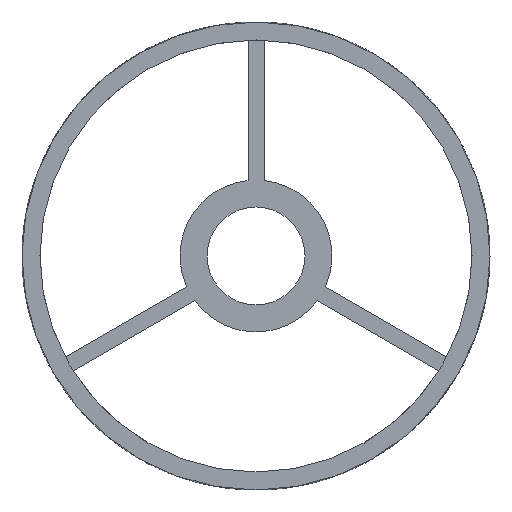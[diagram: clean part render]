
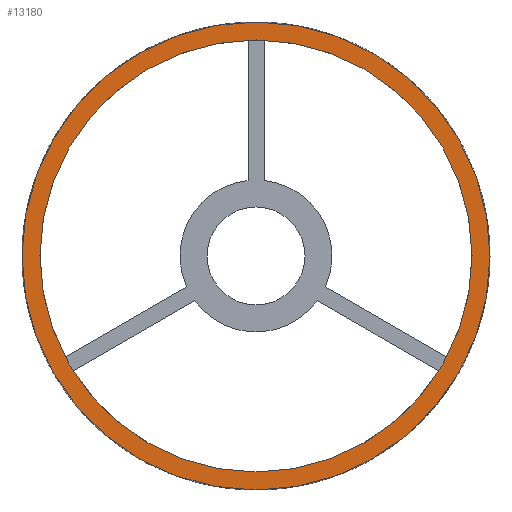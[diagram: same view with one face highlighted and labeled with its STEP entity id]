
A CAD part, front view. The second image highlights one B-rep face of the part: STEP entity #13180.
In plain terms, the highlighted planar face has unit normal (0, -1, 0).
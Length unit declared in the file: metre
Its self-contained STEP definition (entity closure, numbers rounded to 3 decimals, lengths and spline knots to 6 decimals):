
#1057=CIRCLE('',#14021,0.074295);
#1636=CIRCLE('',#15176,0.06858);
#6431=ORIENTED_EDGE('',*,*,#7508,.T.);
#6432=ORIENTED_EDGE('',*,*,#8547,.F.);
#7508=EDGE_CURVE('',#9494,#9494,#1057,.T.);
#8547=EDGE_CURVE('',#9955,#9955,#1636,.T.);
#9494=VERTEX_POINT('',#22011);
#9955=VERTEX_POINT('',#24777);
#11636=EDGE_LOOP('',(#6431));
#11637=EDGE_LOOP('',(#6432));
#12350=FACE_BOUND('',#11636,.T.);
#12351=FACE_BOUND('',#11637,.T.);
#12475=PLANE('',#15294);
#13180=ADVANCED_FACE('',(#12350,#12351),#12475,.T.);
#14021=AXIS2_PLACEMENT_3D('',#22010,#17204,#17205);
#15176=AXIS2_PLACEMENT_3D('',#24776,#19744,#19745);
#15294=AXIS2_PLACEMENT_3D('',#24896,#19980,#19981);
#17204=DIRECTION('',(0.,-1.,0.));
#17205=DIRECTION('',(0.,0.,-1.));
#19744=DIRECTION('',(0.,-1.,0.));
#19745=DIRECTION('',(0.,0.,-1.));
#19980=DIRECTION('',(0.,-1.,0.));
#19981=DIRECTION('',(1.,0.,0.));
#22010=CARTESIAN_POINT('',(0.,-0.010795,0.));
#22011=CARTESIAN_POINT('',(0.,-0.010795,-0.074295));
#24776=CARTESIAN_POINT('',(0.,-0.010795,0.));
#24777=CARTESIAN_POINT('',(0.,-0.010795,-0.06858));
#24896=CARTESIAN_POINT('',(0.,-0.010795,0.));
